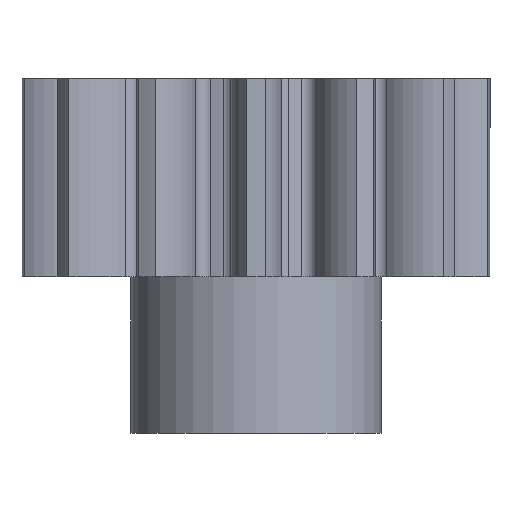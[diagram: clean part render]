
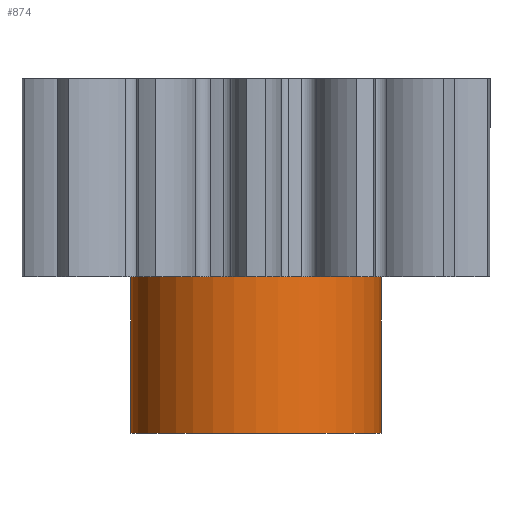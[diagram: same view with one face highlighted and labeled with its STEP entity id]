
A CAD part, front view. The second image highlights one B-rep face of the part: STEP entity #874.
In plain terms, the highlighted cylindrical face has radius 12 mm (diameter 24 mm), a partial arc.
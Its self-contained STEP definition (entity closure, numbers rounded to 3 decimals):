
#602 = EDGE_CURVE ( 'NONE', #675, #681, #2001, .T. ) ;
#604 = VERTEX_POINT ( 'NONE', #2018 ) ;
#661 = VERTEX_POINT ( 'NONE', #2072 ) ;
#668 = EDGE_CURVE ( 'NONE', #604, #661, #2146, .T. ) ;
#675 = VERTEX_POINT ( 'NONE', #2123 ) ;
#681 = VERTEX_POINT ( 'NONE', #2144 ) ;
#817 = ORIENTED_EDGE ( 'NONE', *, *, #602, .F. ) ;
#859 = ORIENTED_EDGE ( 'NONE', *, *, #1055, .F. ) ;
#866 = EDGE_LOOP ( 'NONE', ( #817, #871, #869, #859 ) ) ;
#869 = ORIENTED_EDGE ( 'NONE', *, *, #668, .T. ) ;
#871 = ORIENTED_EDGE ( 'NONE', *, *, #875, .T. ) ;
#874 = ADVANCED_FACE ( 'NONE', ( #2452 ), #2462, .T. ) ;
#875 = EDGE_CURVE ( 'NONE', #675, #604, #2480, .T. ) ;
#1055 = EDGE_CURVE ( 'NONE', #681, #661, #3184, .T. ) ;
#1988 = DIRECTION ( 'NONE',  ( 0., 0., 1. ) ) ;
#1989 = VECTOR ( 'NONE', #1988, 1000. ) ;
#2000 = CARTESIAN_POINT ( 'NONE',  ( -12., 0., -15. ) ) ;
#2001 = LINE ( 'NONE', #2000, #1989 ) ;
#2018 = CARTESIAN_POINT ( 'NONE',  ( 12., 0., -15. ) ) ;
#2072 = CARTESIAN_POINT ( 'NONE',  ( 12., 0., 0. ) ) ;
#2106 = DIRECTION ( 'NONE',  ( 0., 0., 1. ) ) ;
#2123 = CARTESIAN_POINT ( 'NONE',  ( -12., 0., -15. ) ) ;
#2126 = CARTESIAN_POINT ( 'NONE',  ( 12., 0., -15. ) ) ;
#2139 = VECTOR ( 'NONE', #2106, 1000. ) ;
#2144 = CARTESIAN_POINT ( 'NONE',  ( -12., 0., 0. ) ) ;
#2146 = LINE ( 'NONE', #2126, #2139 ) ;
#2452 = FACE_OUTER_BOUND ( 'NONE', #866, .T. ) ;
#2453 = AXIS2_PLACEMENT_3D ( 'NONE', #2478, #2467, #2459 ) ;
#2459 = DIRECTION ( 'NONE',  ( 1., 0., 0. ) ) ;
#2462 = CYLINDRICAL_SURFACE ( 'NONE', #2463, 12. ) ;
#2463 = AXIS2_PLACEMENT_3D ( 'NONE', #2477, #2469, #2466 ) ;
#2466 = DIRECTION ( 'NONE',  ( 1., 0., 0. ) ) ;
#2467 = DIRECTION ( 'NONE',  ( 0., 0., 1. ) ) ;
#2469 = DIRECTION ( 'NONE',  ( 0., 0., 1. ) ) ;
#2477 = CARTESIAN_POINT ( 'NONE',  ( 0., 0., -15. ) ) ;
#2478 = CARTESIAN_POINT ( 'NONE',  ( 0., 0., -15. ) ) ;
#2480 = CIRCLE ( 'NONE', #2453, 12. ) ;
#3184 = CIRCLE ( 'NONE', #3223, 12. ) ;
#3220 = DIRECTION ( 'NONE',  ( 1., 0., 0. ) ) ;
#3221 = DIRECTION ( 'NONE',  ( 0., 0., 1. ) ) ;
#3222 = CARTESIAN_POINT ( 'NONE',  ( 0., 0., 0. ) ) ;
#3223 = AXIS2_PLACEMENT_3D ( 'NONE', #3222, #3221, #3220 ) ;
